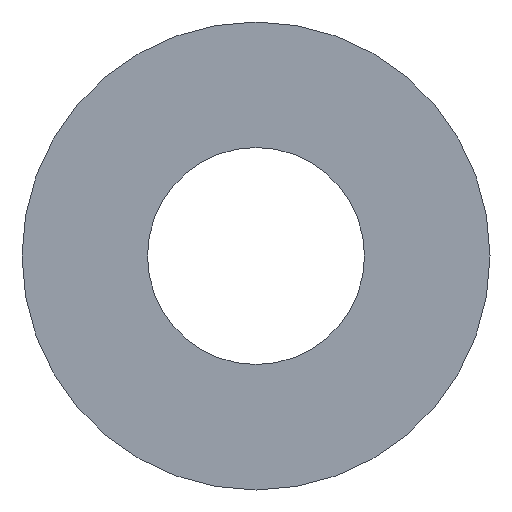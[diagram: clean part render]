
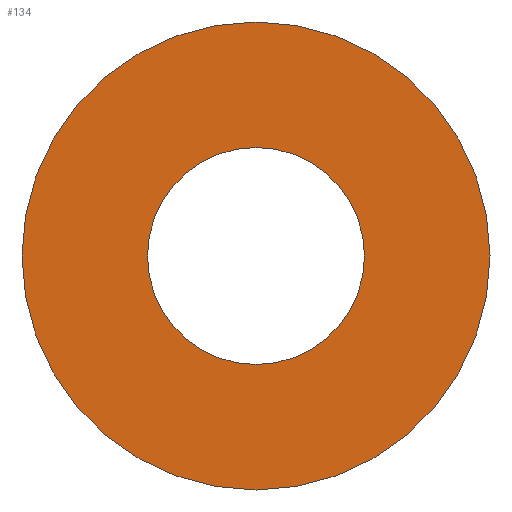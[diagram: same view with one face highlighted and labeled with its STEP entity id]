
A CAD part, left-side view. The second image highlights one B-rep face of the part: STEP entity #134.
In plain terms, the highlighted planar face has unit normal (-1, 0, 0).
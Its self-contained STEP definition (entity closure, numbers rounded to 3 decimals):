
#80 = VERTEX_POINT( '', #193 );
#100 = VERTEX_POINT( '', #218 );
#110 = EDGE_CURVE( '', #148, #80, #228, .T. );
#114 = EDGE_CURVE( '', #140, #100, #232, .T. );
#134 = ADVANCED_FACE( '', ( #255, #256 ), #257, .T. );
#140 = VERTEX_POINT( '', #265 );
#148 = VERTEX_POINT( '', #273 );
#150 = EDGE_CURVE( '', #80, #148, #275, .T. );
#166 = EDGE_CURVE( '', #100, #140, #292, .T. );
#193 = CARTESIAN_POINT( '', ( -53., 20.4, 0. ) );
#218 = CARTESIAN_POINT( '', ( -53., -44., 0. ) );
#228 = CIRCLE( '', #354, 20.4 );
#232 = CIRCLE( '', #361, 44. );
#255 = FACE_BOUND( '', #390, .T. );
#256 = FACE_OUTER_BOUND( '', #391, .T. );
#257 = PLANE( '', #392 );
#265 = CARTESIAN_POINT( '', ( -53., 44., 0. ) );
#273 = CARTESIAN_POINT( '', ( -53., -20.4, 0. ) );
#275 = CIRCLE( '', #411, 20.4 );
#292 = CIRCLE( '', #437, 44. );
#354 = AXIS2_PLACEMENT_3D( '', #487, #488, #489 );
#361 = AXIS2_PLACEMENT_3D( '', #491, #492, #493 );
#390 = EDGE_LOOP( '', ( #527, #528 ) );
#391 = EDGE_LOOP( '', ( #529, #530 ) );
#392 = AXIS2_PLACEMENT_3D( '', #531, #532, #533 );
#411 = AXIS2_PLACEMENT_3D( '', #550, #551, #552 );
#437 = AXIS2_PLACEMENT_3D( '', #575, #576, #577 );
#487 = CARTESIAN_POINT( '', ( -53., 0., 0. ) );
#488 = DIRECTION( '', ( -1., 0., 0. ) );
#489 = DIRECTION( '', ( 0., 1., 0. ) );
#491 = CARTESIAN_POINT( '', ( -53., 0., 0. ) );
#492 = DIRECTION( '', ( -1., 0., 0. ) );
#493 = DIRECTION( '', ( 0., 1., 0. ) );
#527 = ORIENTED_EDGE( '', *, *, #150, .F. );
#528 = ORIENTED_EDGE( '', *, *, #110, .F. );
#529 = ORIENTED_EDGE( '', *, *, #114, .T. );
#530 = ORIENTED_EDGE( '', *, *, #166, .T. );
#531 = CARTESIAN_POINT( '', ( -53., 32.2, 0. ) );
#532 = DIRECTION( '', ( -1., 0., 0. ) );
#533 = DIRECTION( '', ( 0., 1., 0. ) );
#550 = CARTESIAN_POINT( '', ( -53., 0., 0. ) );
#551 = DIRECTION( '', ( -1., 0., 0. ) );
#552 = DIRECTION( '', ( 0., 1., 0. ) );
#575 = CARTESIAN_POINT( '', ( -53., 0., 0. ) );
#576 = DIRECTION( '', ( -1., 0., 0. ) );
#577 = DIRECTION( '', ( 0., 1., 0. ) );
